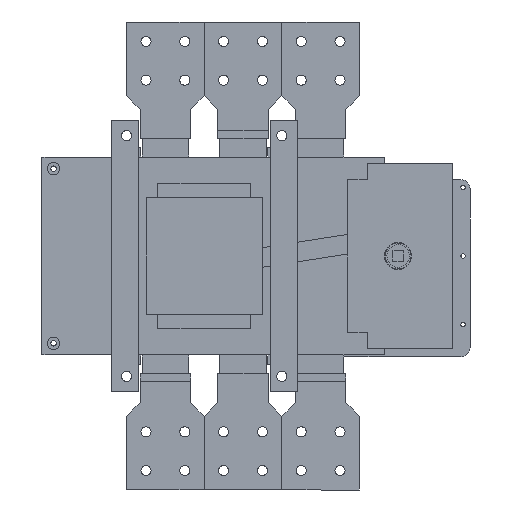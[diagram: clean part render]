
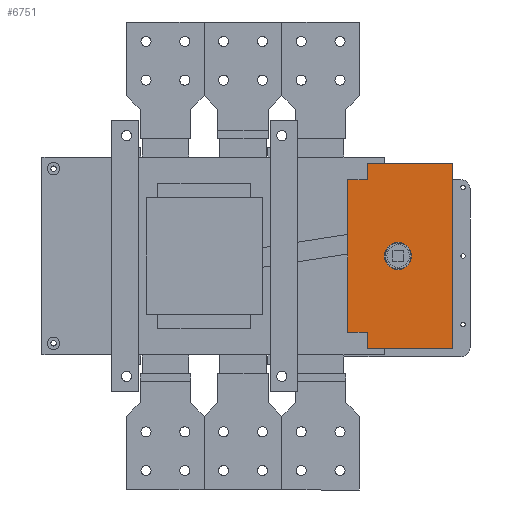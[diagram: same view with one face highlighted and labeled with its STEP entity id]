
A CAD part, front view. The second image highlights one B-rep face of the part: STEP entity #6751.
In plain terms, the highlighted planar face has unit normal (0, -1, 0).
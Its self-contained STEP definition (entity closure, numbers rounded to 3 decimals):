
#6669=CARTESIAN_POINT('',(434.973,-157.5,247.));
#6670=DIRECTION('',(0.0,1.0,0.0));
#6671=DIRECTION('',(0.0,0.0,1.0));
#6672=AXIS2_PLACEMENT_3D('',#6669,#6670,#6671);
#6673=PLANE('',#6672);
#6674=CARTESIAN_POINT('',(394.,-157.5,226.));
#6675=VERTEX_POINT('',#6674);
#6676=CARTESIAN_POINT('',(419.,-157.5,226.));
#6677=VERTEX_POINT('',#6676);
#6678=CARTESIAN_POINT('',(394.,-157.5,226.));
#6679=DIRECTION('',(1.0,0.0,0.0));
#6680=VECTOR('',#6679,25.);
#6681=LINE('',#6678,#6680);
#6682=EDGE_CURVE('',#6675,#6677,#6681,.T.);
#6683=ORIENTED_EDGE('',*,*,#6682,.F.);
#6684=CARTESIAN_POINT('',(394.,-157.5,29.));
#6685=VERTEX_POINT('',#6684);
#6686=CARTESIAN_POINT('',(394.,-157.5,29.));
#6687=DIRECTION('',(0.0,0.0,1.0));
#6688=VECTOR('',#6687,197.0);
#6689=LINE('',#6686,#6688);
#6690=EDGE_CURVE('',#6685,#6675,#6689,.T.);
#6691=ORIENTED_EDGE('',*,*,#6690,.F.);
#6692=CARTESIAN_POINT('',(419.,-157.5,29.));
#6693=VERTEX_POINT('',#6692);
#6694=CARTESIAN_POINT('',(419.,-157.5,29.));
#6695=DIRECTION('',(-1.0,0.0,0.0));
#6696=VECTOR('',#6695,25.);
#6697=LINE('',#6694,#6696);
#6698=EDGE_CURVE('',#6693,#6685,#6697,.T.);
#6699=ORIENTED_EDGE('',*,*,#6698,.F.);
#6700=CARTESIAN_POINT('',(419.,-157.5,8.));
#6701=VERTEX_POINT('',#6700);
#6702=CARTESIAN_POINT('',(419.,-157.5,8.));
#6703=DIRECTION('',(0.0,0.0,1.0));
#6704=VECTOR('',#6703,21.);
#6705=LINE('',#6702,#6704);
#6706=EDGE_CURVE('',#6701,#6693,#6705,.T.);
#6707=ORIENTED_EDGE('',*,*,#6706,.F.);
#6708=CARTESIAN_POINT('',(529.,-157.5,8.));
#6709=VERTEX_POINT('',#6708);
#6710=CARTESIAN_POINT('',(529.,-157.5,8.));
#6711=DIRECTION('',(-1.0,0.0,0.0));
#6712=VECTOR('',#6711,110.);
#6713=LINE('',#6710,#6712);
#6714=EDGE_CURVE('',#6709,#6701,#6713,.T.);
#6715=ORIENTED_EDGE('',*,*,#6714,.F.);
#6716=CARTESIAN_POINT('',(529.,-157.5,247.));
#6717=VERTEX_POINT('',#6716);
#6718=CARTESIAN_POINT('',(529.,-157.5,247.));
#6719=DIRECTION('',(0.0,0.0,-1.0));
#6720=VECTOR('',#6719,239.);
#6721=LINE('',#6718,#6720);
#6722=EDGE_CURVE('',#6717,#6709,#6721,.T.);
#6723=ORIENTED_EDGE('',*,*,#6722,.F.);
#6724=CARTESIAN_POINT('',(419.,-157.5,247.));
#6725=VERTEX_POINT('',#6724);
#6726=CARTESIAN_POINT('',(419.,-157.5,247.));
#6727=DIRECTION('',(1.0,0.0,0.0));
#6728=VECTOR('',#6727,110.);
#6729=LINE('',#6726,#6728);
#6730=EDGE_CURVE('',#6725,#6717,#6729,.T.);
#6731=ORIENTED_EDGE('',*,*,#6730,.F.);
#6732=CARTESIAN_POINT('',(419.,-157.5,226.));
#6733=DIRECTION('',(0.0,0.0,1.0));
#6734=VECTOR('',#6733,21.);
#6735=LINE('',#6732,#6734);
#6736=EDGE_CURVE('',#6677,#6725,#6735,.T.);
#6737=ORIENTED_EDGE('',*,*,#6736,.F.);
#6738=EDGE_LOOP('',(#6683,#6691,#6699,#6707,#6715,#6723,#6731,#6737));
#6739=FACE_OUTER_BOUND('',#6738,.T.);
#6740=CARTESIAN_POINT('',(476.037,-157.5,127.5));
#6741=VERTEX_POINT('',#6740);
#6742=CARTESIAN_POINT('',(458.537,-157.5,127.5));
#6743=DIRECTION('',(0.0,1.0,0.0));
#6744=DIRECTION('',(-1.0,0.0,0.0));
#6745=AXIS2_PLACEMENT_3D('',#6742,#6743,#6744);
#6746=CIRCLE('',#6745,17.5);
#6747=EDGE_CURVE('',#6741,#6741,#6746,.T.);
#6748=ORIENTED_EDGE('',*,*,#6747,.T.);
#6749=EDGE_LOOP('',(#6748));
#6750=FACE_BOUND('',#6749,.T.);
#6751=ADVANCED_FACE('',(#6739,#6750),#6673,.F.);
